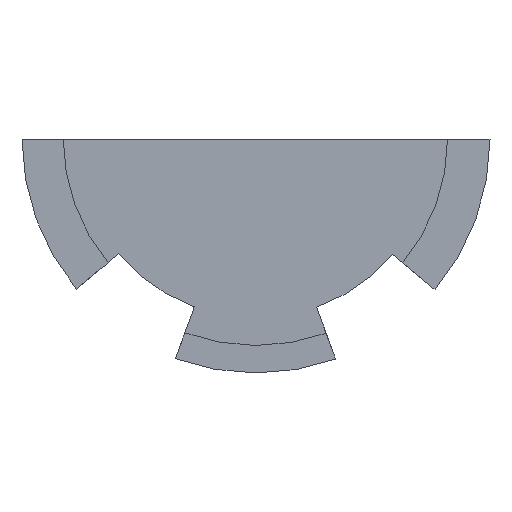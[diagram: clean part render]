
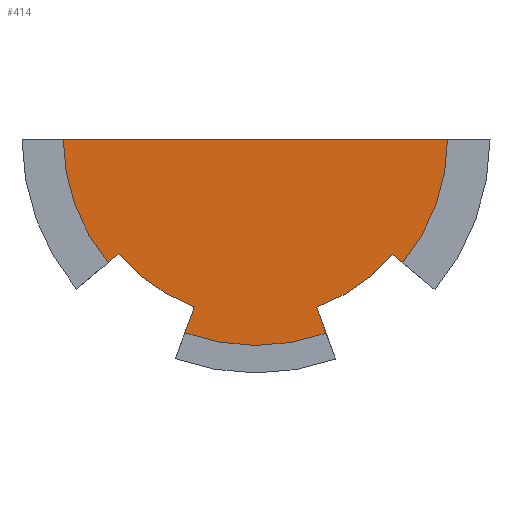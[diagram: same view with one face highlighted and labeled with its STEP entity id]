
A CAD part, front view. The second image highlights one B-rep face of the part: STEP entity #414.
In plain terms, the highlighted planar face has unit normal (0, -1, 0).
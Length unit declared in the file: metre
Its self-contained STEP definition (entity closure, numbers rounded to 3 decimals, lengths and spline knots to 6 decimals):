
#33=LINE('',#630,#73);
#41=LINE('',#650,#81);
#45=LINE('',#658,#85);
#54=LINE('',#681,#94);
#61=LINE('',#695,#101);
#73=VECTOR('',#496,1.);
#81=VECTOR('',#512,1.);
#85=VECTOR('',#518,1.);
#94=VECTOR('',#535,1.);
#101=VECTOR('',#544,1.);
#192=ORIENTED_EDGE('',*,*,#249,.F.);
#193=ORIENTED_EDGE('',*,*,#279,.T.);
#194=ORIENTED_EDGE('',*,*,#235,.F.);
#195=ORIENTED_EDGE('',*,*,#272,.T.);
#196=ORIENTED_EDGE('',*,*,#245,.T.);
#197=ORIENTED_EDGE('',*,*,#280,.T.);
#198=ORIENTED_EDGE('',*,*,#260,.F.);
#199=ORIENTED_EDGE('',*,*,#270,.T.);
#200=ORIENTED_EDGE('',*,*,#267,.T.);
#201=ORIENTED_EDGE('',*,*,#281,.T.);
#235=EDGE_CURVE('',#294,#295,#33,.T.);
#245=EDGE_CURVE('',#303,#302,#41,.T.);
#249=EDGE_CURVE('',#305,#306,#45,.T.);
#260=EDGE_CURVE('',#315,#316,#54,.T.);
#267=EDGE_CURVE('',#319,#321,#61,.T.);
#270=EDGE_CURVE('',#315,#319,#330,.T.);
#272=EDGE_CURVE('',#294,#303,#332,.T.);
#279=EDGE_CURVE('',#305,#295,#339,.T.);
#280=EDGE_CURVE('',#302,#316,#340,.T.);
#281=EDGE_CURVE('',#321,#306,#341,.T.);
#294=VERTEX_POINT('',#629);
#295=VERTEX_POINT('',#631);
#302=VERTEX_POINT('',#649);
#303=VERTEX_POINT('',#651);
#305=VERTEX_POINT('',#657);
#306=VERTEX_POINT('',#659);
#315=VERTEX_POINT('',#680);
#316=VERTEX_POINT('',#682);
#319=VERTEX_POINT('',#689);
#321=VERTEX_POINT('',#694);
#330=CIRCLE('',#451,0.047625);
#332=CIRCLE('',#454,0.047625);
#339=CIRCLE('',#465,0.047625);
#340=CIRCLE('',#468,0.041275);
#341=CIRCLE('',#469,0.041275);
#358=EDGE_LOOP('',(#192,#193,#194,#195,#196,#197,#198,#199,#200,#201));
#380=FACE_BOUND('',#358,.T.);
#396=PLANE('',#467);
#414=ADVANCED_FACE('',(#380),#396,.T.);
#451=AXIS2_PLACEMENT_3D('',#700,#553,#554);
#454=AXIS2_PLACEMENT_3D('',#703,#559,#560);
#465=AXIS2_PLACEMENT_3D('',#714,#581,#582);
#467=AXIS2_PLACEMENT_3D('',#716,#585,#586);
#468=AXIS2_PLACEMENT_3D('',#717,#587,#588);
#469=AXIS2_PLACEMENT_3D('',#718,#589,#590);
#496=DIRECTION('',(1.,0.,0.));
#512=DIRECTION('',(0.766,0.,0.643));
#518=DIRECTION('',(-0.766,0.,0.643));
#535=DIRECTION('',(0.342,0.,0.94));
#544=DIRECTION('',(-0.342,0.,0.94));
#553=DIRECTION('',(0.,-1.,0.));
#554=DIRECTION('',(0.,0.,-1.));
#559=DIRECTION('',(0.,-1.,0.));
#560=DIRECTION('',(0.,0.,-1.));
#581=DIRECTION('',(0.,-1.,0.));
#582=DIRECTION('',(0.,0.,-1.));
#585=DIRECTION('',(0.,-1.,0.));
#586=DIRECTION('',(1.,0.,0.));
#587=DIRECTION('',(0.,-1.,0.));
#588=DIRECTION('',(0.,0.,-1.));
#589=DIRECTION('',(0.,-1.,0.));
#590=DIRECTION('',(0.,0.,-1.));
#629=CARTESIAN_POINT('',(-0.047488,-0.00508,0.));
#630=CARTESIAN_POINT('',(-0.023676,-0.00508,0.));
#631=CARTESIAN_POINT('',(0.047762,-0.00508,0.));
#649=CARTESIAN_POINT('',(-0.031538,-0.00508,-0.026464));
#650=CARTESIAN_POINT('',(0.00008,-0.00508,0.000067));
#651=CARTESIAN_POINT('',(-0.036403,-0.00508,-0.030545));
#657=CARTESIAN_POINT('',(0.036563,-0.00508,-0.03068));
#658=CARTESIAN_POINT('',(0.00008,-0.00508,-0.000067));
#659=CARTESIAN_POINT('',(0.031699,-0.00508,-0.026598));
#680=CARTESIAN_POINT('',(-0.016273,-0.00508,-0.044709));
#681=CARTESIAN_POINT('',(0.000016,-0.00508,0.000044));
#682=CARTESIAN_POINT('',(-0.014101,-0.00508,-0.038742));
#689=CARTESIAN_POINT('',(0.016305,-0.00508,-0.044797));
#694=CARTESIAN_POINT('',(0.014133,-0.00508,-0.03883));
#695=CARTESIAN_POINT('',(0.000016,-0.00508,-0.000044));
#700=CARTESIAN_POINT('',(0.000137,-0.00508,0.));
#703=CARTESIAN_POINT('',(0.000137,-0.00508,0.));
#714=CARTESIAN_POINT('',(0.000137,-0.00508,0.));
#716=CARTESIAN_POINT('',(0.000137,-0.00508,0.));
#717=CARTESIAN_POINT('',(0.000137,-0.00508,0.));
#718=CARTESIAN_POINT('',(0.000137,-0.00508,0.));
